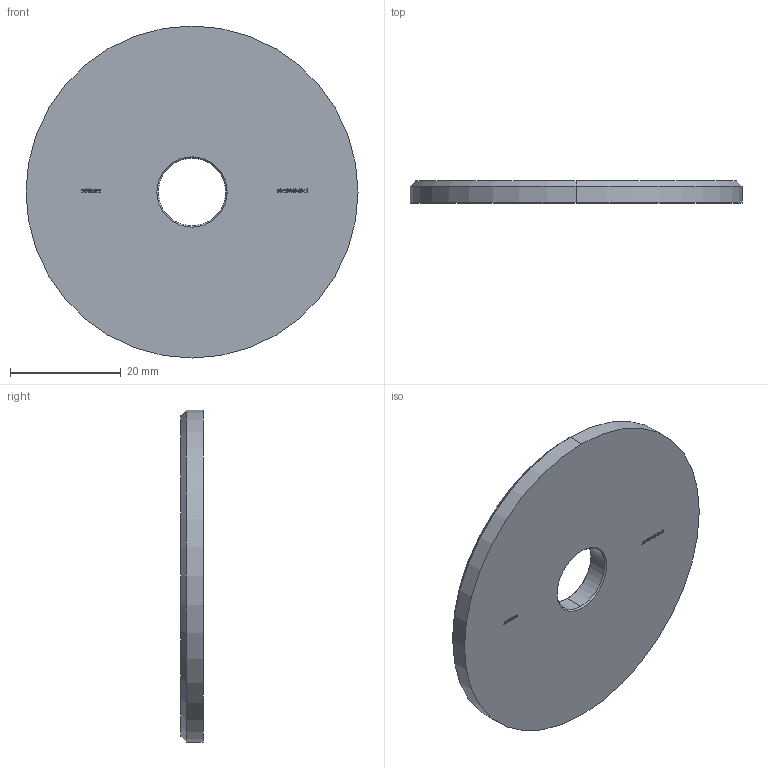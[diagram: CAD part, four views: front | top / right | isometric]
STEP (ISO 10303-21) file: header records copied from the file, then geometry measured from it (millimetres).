
FILE_DESCRIPTION (( 'STEP AP203' ), '1' );
FILE_NAME ('53710-240-60-12.STEP', '2020-09-22T11:29:54', ( '' ), ( '' ), 'SwSTEP 2.0', 'SolidWorks 2018', '' );
FILE_SCHEMA (( 'CONFIG_CONTROL_DESIGN' ));
Length unit declared in the file: millimetre
Products named in the file (2): 53710-240-60-12
Bounding box: 60 x 4 x 60 mm (x, y, z)
Volume: 10746.4 mm3; surface area: 6210.3 mm2
Topology: 1 solids, 1 shells, 282 faces, 741 edges, 492 vertices
Faces by surface type: plane 154, bspline 118, cone 6, cylinder 4
Entity records: 15522 total; most frequent: CARTESIAN_POINT 9195, ORIENTED_EDGE 1482, DIRECTION 851, EDGE_CURVE 741, VERTEX_POINT 492, VECTOR 491, LINE 491, EDGE_LOOP 315
